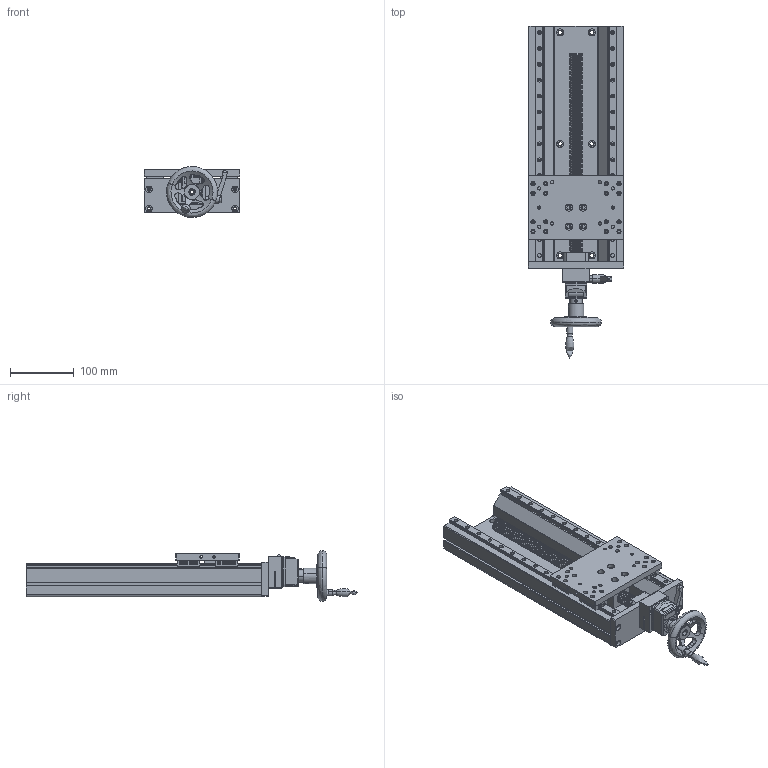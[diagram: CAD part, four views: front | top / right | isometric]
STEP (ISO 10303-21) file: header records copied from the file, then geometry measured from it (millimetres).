
FILE_DESCRIPTION (( 'STEP AP203' ), '1' );
FILE_NAME ('DHQ36-370-C.STEP', '2024-08-31T02:18:07', ( '' ), ( '' ), 'SwSTEP 2.0', 'SolidWorks 2023', '' );
FILE_SCHEMA (( 'CONFIG_CONTROL_DESIGN' ));
Length unit declared in the file: millimetre
Products named in the file (1): DHQ36-370-C
Bounding box: 150 x 521 x 79.99 mm (x, y, z)
Surface area: 415002 mm2 (no closed solid volume)
Topology: 0 solids, 29 shells, 892 faces, 3255 edges, 2380 vertices
Faces by surface type: cylinder 614, plane 227, cone 25, torus 15, bspline 11
Entity records: 43754 total; most frequent: CARTESIAN_POINT 17649, ORIENTED_EDGE 5459, DIRECTION 5013, EDGE_CURVE 3252, VERTEX_POINT 2380, AXIS2_PLACEMENT_3D 1797, LINE 1419, VECTOR 1419
